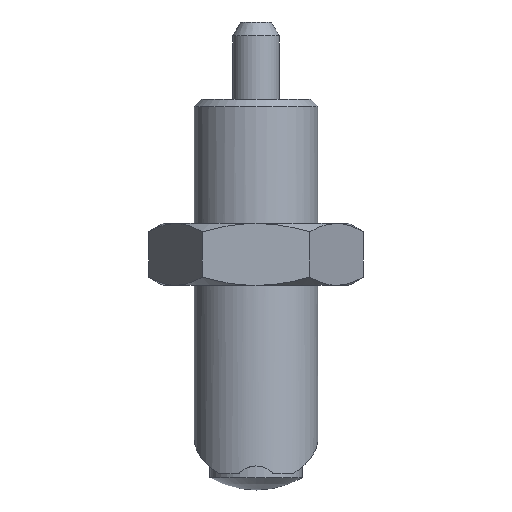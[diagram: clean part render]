
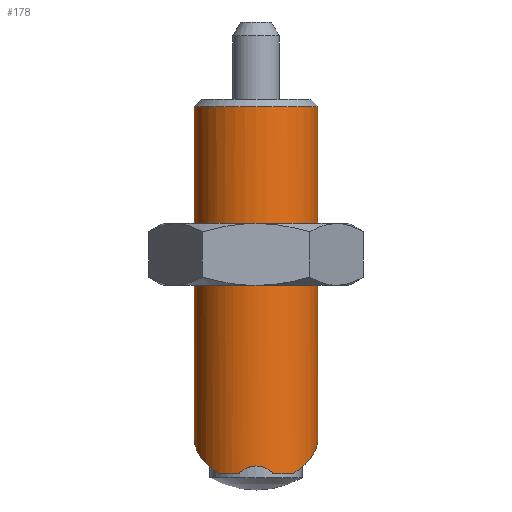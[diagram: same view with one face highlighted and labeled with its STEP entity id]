
A CAD part, left-side view. The second image highlights one B-rep face of the part: STEP entity #178.
In plain terms, the highlighted cylindrical face has radius 8 mm (diameter 16 mm), a full revolution.
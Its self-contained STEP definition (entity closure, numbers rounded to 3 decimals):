
#178 = ADVANCED_FACE( '', ( #366, #367 ), #368, .T. );
#366 = FACE_OUTER_BOUND( '', #592, .T. );
#367 = FACE_OUTER_BOUND( '', #593, .T. );
#368 = CYLINDRICAL_SURFACE( '', #594, 8. );
#592 = EDGE_LOOP( '', ( #872 ) );
#593 = EDGE_LOOP( '', ( #873, #874, #875, #876, #877, #878 ) );
#594 = AXIS2_PLACEMENT_3D( '', #879, #880, #881 );
#872 = ORIENTED_EDGE( '', *, *, #1314, .F. );
#873 = ORIENTED_EDGE( '', *, *, #1315, .T. );
#874 = ORIENTED_EDGE( '', *, *, #1316, .T. );
#875 = ORIENTED_EDGE( '', *, *, #1317, .T. );
#876 = ORIENTED_EDGE( '', *, *, #1318, .F. );
#877 = ORIENTED_EDGE( '', *, *, #1319, .F. );
#878 = ORIENTED_EDGE( '', *, *, #1260, .F. );
#879 = CARTESIAN_POINT( '', ( 0., 0., 0. ) );
#880 = DIRECTION( '', ( 0., 1., 0. ) );
#881 = DIRECTION( '', ( 1., 0., 0. ) );
#1260 = EDGE_CURVE( '', #1451, #1453, #1454, .T. );
#1314 = EDGE_CURVE( '', #1540, #1540, #1541, .T. );
#1315 = EDGE_CURVE( '', #1451, #1542, #1543, .T. );
#1316 = EDGE_CURVE( '', #1542, #1544, #1545, .T. );
#1317 = EDGE_CURVE( '', #1544, #1546, #1547, .T. );
#1318 = EDGE_CURVE( '', #1548, #1546, #1549, .T. );
#1319 = EDGE_CURVE( '', #1453, #1548, #1550, .T. );
#1451 = VERTEX_POINT( '', #1729 );
#1453 = VERTEX_POINT( '', #1732 );
#1454 = ELLIPSE( '', #1733, 9.889, 8. );
#1540 = VERTEX_POINT( '', #1902 );
#1541 = CIRCLE( '', #1903, 8. );
#1542 = VERTEX_POINT( '', #1904 );
#1543 = CIRCLE( '', #1905, 8. );
#1544 = VERTEX_POINT( '', #1906 );
#1545 = B_SPLINE_CURVE_WITH_KNOTS( '', 3, ( #1907, #1908, #1909, #1910, #1911, #1912, #1913, #1914, #1915, #1916, #1917, #1918, #1919, #1920, #1921, #1922, #1923, #1924 ), .UNSPECIFIED., .F., .F., ( 4, 2, 2, 2, 2, 2, 2, 2, 4 ), ( 0., 0.001, 0.001, 0.002, 0.003, 0.003, 0.004, 0.004, 0.005 ), .UNSPECIFIED. );
#1546 = VERTEX_POINT( '', #1925 );
#1547 = CIRCLE( '', #1926, 8. );
#1548 = VERTEX_POINT( '', #1927 );
#1549 = ELLIPSE( '', #1928, 9.889, 8. );
#1550 = B_SPLINE_CURVE_WITH_KNOTS( '', 3, ( #1929, #1930, #1931, #1932, #1933, #1934, #1935, #1936, #1937, #1938, #1939, #1940, #1941, #1942, #1943, #1944, #1945, #1946 ), .UNSPECIFIED., .F., .F., ( 4, 2, 2, 2, 2, 2, 2, 2, 4 ), ( 0.002, 0.003, 0.003, 0.004, 0.005, 0.005, 0.006, 0.007, 0.008 ), .UNSPECIFIED. );
#1729 = CARTESIAN_POINT( '', ( -6.5, 48.3, 4.664 ) );
#1732 = CARTESIAN_POINT( '', ( 7.622, 38.04, 2.429 ) );
#1733 = AXIS2_PLACEMENT_3D( '', #2242, #2243, #2244 );
#1902 = CARTESIAN_POINT( '', ( 8., 0.92, 0. ) );
#1903 = AXIS2_PLACEMENT_3D( '', #2307, #2308, #2309 );
#1904 = CARTESIAN_POINT( '', ( -7.681, 48.3, 2.236 ) );
#1905 = AXIS2_PLACEMENT_3D( '', #2310, #2311, #2312 );
#1906 = CARTESIAN_POINT( '', ( -7.681, 48.3, -2.236 ) );
#1907 = CARTESIAN_POINT( '', ( -7.681, 48.3, 2.236 ) );
#1908 = CARTESIAN_POINT( '', ( -7.722, 48.143, 2.096 ) );
#1909 = CARTESIAN_POINT( '', ( -7.763, 48.004, 1.942 ) );
#1910 = CARTESIAN_POINT( '', ( -7.839, 47.758, 1.607 ) );
#1911 = CARTESIAN_POINT( '', ( -7.875, 47.65, 1.423 ) );
#1912 = CARTESIAN_POINT( '', ( -7.934, 47.478, 1.04 ) );
#1913 = CARTESIAN_POINT( '', ( -7.958, 47.413, 0.841 ) );
#1914 = CARTESIAN_POINT( '', ( -7.991, 47.323, 0.427 ) );
#1915 = CARTESIAN_POINT( '', ( -8., 47.3, 0.213 ) );
#1916 = CARTESIAN_POINT( '', ( -8., 47.3, -0.209 ) );
#1917 = CARTESIAN_POINT( '', ( -7.992, 47.322, -0.423 ) );
#1918 = CARTESIAN_POINT( '', ( -7.959, 47.412, -0.838 ) );
#1919 = CARTESIAN_POINT( '', ( -7.935, 47.477, -1.037 ) );
#1920 = CARTESIAN_POINT( '', ( -7.875, 47.65, -1.422 ) );
#1921 = CARTESIAN_POINT( '', ( -7.839, 47.757, -1.605 ) );
#1922 = CARTESIAN_POINT( '', ( -7.763, 48.003, -1.94 ) );
#1923 = CARTESIAN_POINT( '', ( -7.722, 48.143, -2.096 ) );
#1924 = CARTESIAN_POINT( '', ( -7.681, 48.3, -2.236 ) );
#1925 = CARTESIAN_POINT( '', ( -6.5, 48.3, -4.664 ) );
#1926 = AXIS2_PLACEMENT_3D( '', #2313, #2314, #2315 );
#1927 = CARTESIAN_POINT( '', ( 7.622, 38.04, -2.429 ) );
#1928 = AXIS2_PLACEMENT_3D( '', #2316, #2317, #2318 );
#1929 = CARTESIAN_POINT( '', ( 7.622, 38.04, 2.429 ) );
#1930 = CARTESIAN_POINT( '', ( 7.666, 37.848, 2.291 ) );
#1931 = CARTESIAN_POINT( '', ( 7.713, 37.676, 2.132 ) );
#1932 = CARTESIAN_POINT( '', ( 7.802, 37.372, 1.777 ) );
#1933 = CARTESIAN_POINT( '', ( 7.845, 37.238, 1.579 ) );
#1934 = CARTESIAN_POINT( '', ( 7.918, 37.024, 1.162 ) );
#1935 = CARTESIAN_POINT( '', ( 7.948, 36.941, 0.94 ) );
#1936 = CARTESIAN_POINT( '', ( 7.989, 36.828, 0.475 ) );
#1937 = CARTESIAN_POINT( '', ( 8., 36.8, 0.24 ) );
#1938 = CARTESIAN_POINT( '', ( 8., 36.8, -0.236 ) );
#1939 = CARTESIAN_POINT( '', ( 7.989, 36.829, -0.477 ) );
#1940 = CARTESIAN_POINT( '', ( 7.948, 36.94, -0.937 ) );
#1941 = CARTESIAN_POINT( '', ( 7.918, 37.024, -1.162 ) );
#1942 = CARTESIAN_POINT( '', ( 7.845, 37.24, -1.582 ) );
#1943 = CARTESIAN_POINT( '', ( 7.803, 37.37, -1.776 ) );
#1944 = CARTESIAN_POINT( '', ( 7.712, 37.678, -2.134 ) );
#1945 = CARTESIAN_POINT( '', ( 7.666, 37.85, -2.292 ) );
#1946 = CARTESIAN_POINT( '', ( 7.622, 38.04, -2.429 ) );
#2242 = CARTESIAN_POINT( '', ( 0., 43.577, 0. ) );
#2243 = DIRECTION( '', ( 0.588, 0.809, 0. ) );
#2244 = DIRECTION( '', ( 0.809, -0.588, 0. ) );
#2307 = CARTESIAN_POINT( '', ( 0., 0.92, 0. ) );
#2308 = DIRECTION( '', ( 0., -1., 0. ) );
#2309 = DIRECTION( '', ( 1., 0., 0. ) );
#2310 = CARTESIAN_POINT( '', ( 0., 48.3, 0. ) );
#2311 = DIRECTION( '', ( 0., -1., 0. ) );
#2312 = DIRECTION( '', ( 1., 0., 0. ) );
#2313 = CARTESIAN_POINT( '', ( 0., 48.3, 0. ) );
#2314 = DIRECTION( '', ( 0., -1., 0. ) );
#2315 = DIRECTION( '', ( 1., 0., 0. ) );
#2316 = CARTESIAN_POINT( '', ( 0., 43.577, 0. ) );
#2317 = DIRECTION( '', ( 0.588, 0.809, 0. ) );
#2318 = DIRECTION( '', ( 0.809, -0.588, 0. ) );
